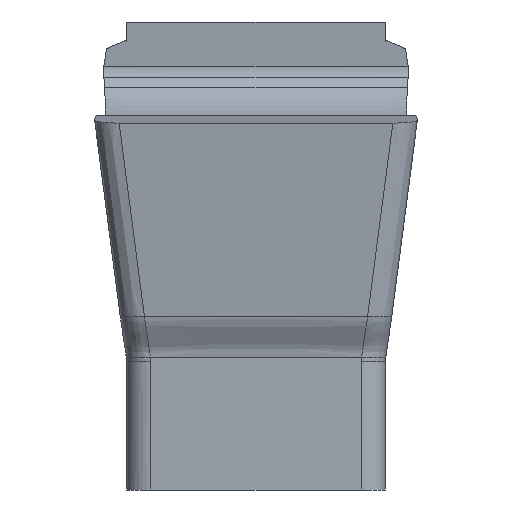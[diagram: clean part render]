
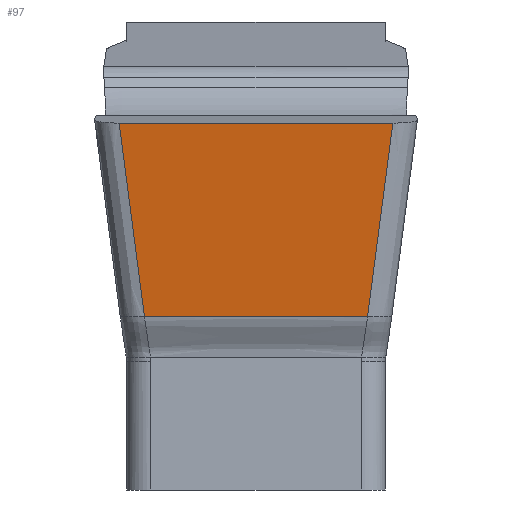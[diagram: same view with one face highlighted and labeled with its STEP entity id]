
A CAD part, front view. The second image highlights one B-rep face of the part: STEP entity #97.
In plain terms, the highlighted planar face has unit normal (0, -0.993, -0.122).
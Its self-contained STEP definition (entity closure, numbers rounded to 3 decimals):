
#97=ADVANCED_FACE('SIDE_FP_AN_SU1',(#179),#145,.T.);
#145=PLANE('',#1107);
#179=FACE_OUTER_BOUND('',#235,.T.);
#235=EDGE_LOOP('',(#407,#408,#409,#410));
#407=ORIENTED_EDGE('',*,*,#782,.T.);
#408=ORIENTED_EDGE('',*,*,#787,.T.);
#409=ORIENTED_EDGE('',*,*,#784,.T.);
#410=ORIENTED_EDGE('',*,*,#788,.F.);
#663=VERTEX_POINT('',#2109);
#664=VERTEX_POINT('',#2114);
#665=VERTEX_POINT('',#2154);
#666=VERTEX_POINT('',#2155);
#782=EDGE_CURVE('',#664,#663,#1052,.T.);
#784=EDGE_CURVE('',#665,#666,#1054,.T.);
#787=EDGE_CURVE('',#663,#665,#881,.T.);
#788=EDGE_CURVE('',#664,#666,#882,.T.);
#881=LINE('',#2207,#955);
#882=LINE('',#2208,#956);
#955=VECTOR('',#1211,1.);
#956=VECTOR('',#1212,1.);
#1052=B_SPLINE_CURVE_WITH_KNOTS('',3,(#2110,#2111,#2112,#2113),
 .UNSPECIFIED.,.F.,.F.,(4,4),(0.,1.),.UNSPECIFIED.);
#1054=B_SPLINE_CURVE_WITH_KNOTS('',3,(#2150,#2151,#2152,#2153),
 .UNSPECIFIED.,.F.,.F.,(4,4),(0.,1.),.UNSPECIFIED.);
#1107=AXIS2_PLACEMENT_3D('',#2209,#1213,#1214);
#1211=DIRECTION('',(-1.,0.,0.));
#1212=DIRECTION('',(-1.,0.,0.));
#1213=DIRECTION('',(0.,-0.993,-0.122));
#1214=DIRECTION('',(-1.,0.,0.));
#2109=CARTESIAN_POINT('',(1.693,-12.569,0.045));
#2110=CARTESIAN_POINT('',(1.38,-12.275,-2.351));
#2111=CARTESIAN_POINT('',(1.485,-12.373,-1.552));
#2112=CARTESIAN_POINT('',(1.589,-12.471,-0.754));
#2113=CARTESIAN_POINT('',(1.693,-12.569,0.045));
#2114=CARTESIAN_POINT('',(1.38,-12.275,-2.351));
#2150=CARTESIAN_POINT('',(-1.693,-12.569,0.045));
#2151=CARTESIAN_POINT('',(-1.589,-12.471,-0.754));
#2152=CARTESIAN_POINT('',(-1.485,-12.373,-1.552));
#2153=CARTESIAN_POINT('',(-1.38,-12.275,-2.351));
#2154=CARTESIAN_POINT('',(-1.693,-12.569,0.045));
#2155=CARTESIAN_POINT('',(-1.38,-12.275,-2.351));
#2207=CARTESIAN_POINT('',(0.,-12.569,0.045));
#2208=CARTESIAN_POINT('',(0.,-12.275,-2.351));
#2209=CARTESIAN_POINT('',(0.,-13.091,4.295));
